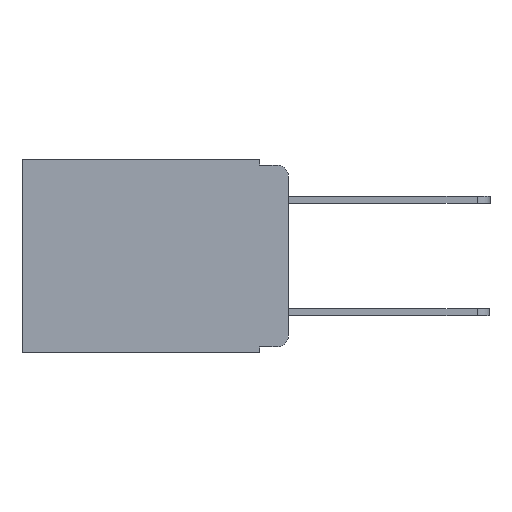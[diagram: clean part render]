
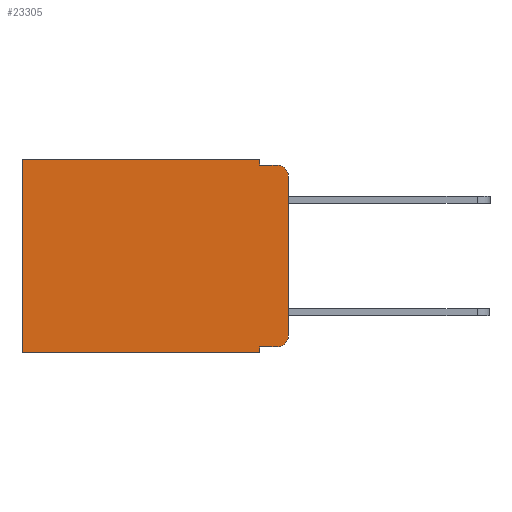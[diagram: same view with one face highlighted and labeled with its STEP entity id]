
A CAD part, left-side view. The second image highlights one B-rep face of the part: STEP entity #23305.
In plain terms, the highlighted planar face has unit normal (-1, 0, 0).
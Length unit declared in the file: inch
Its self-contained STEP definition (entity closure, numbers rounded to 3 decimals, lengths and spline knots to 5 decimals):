
#597 = CARTESIAN_POINT ( 'NONE',  ( 0.298, 0.051, 0. ) ) ;
#874 = CARTESIAN_POINT ( 'NONE',  ( 0.298, 0.02, -0.333 ) ) ;
#932 = VERTEX_POINT ( 'NONE', #2267 ) ;
#1023 = CARTESIAN_POINT ( 'NONE',  ( 0.298, 0.473, 0. ) ) ;
#1158 = ORIENTED_EDGE ( 'NONE', *, *, #5601, .F. ) ;
#1575 = EDGE_CURVE ( 'NONE', #4417, #4012, #15167, .T. ) ;
#1797 = CIRCLE ( 'NONE', #19392, 0.02 ) ;
#2042 = EDGE_CURVE ( 'NONE', #2151, #13538, #1797, .T. ) ;
#2137 = VECTOR ( 'NONE', #16256, 39.37008 ) ;
#2151 = VERTEX_POINT ( 'NONE', #13098 ) ;
#2267 = CARTESIAN_POINT ( 'NONE',  ( 0.298, 0.473, -0.343 ) ) ;
#2418 = ORIENTED_EDGE ( 'NONE', *, *, #2818, .F. ) ;
#2481 = CARTESIAN_POINT ( 'NONE',  ( 0.298, 0.051, -0.333 ) ) ;
#2585 = EDGE_LOOP ( 'NONE', ( #8257, #2843, #7824, #22811, #10914, #19518, #1158, #2418, #3585, #13311 ) ) ;
#2644 = LINE ( 'NONE', #8080, #21994 ) ;
#2684 = DIRECTION ( 'NONE',  ( 0., -1., 0. ) ) ;
#2818 = EDGE_CURVE ( 'NONE', #21513, #13586, #14830, .T. ) ;
#2843 = ORIENTED_EDGE ( 'NONE', *, *, #2042, .T. ) ;
#3585 = ORIENTED_EDGE ( 'NONE', *, *, #4126, .T. ) ;
#3758 = CIRCLE ( 'NONE', #8593, 0.02 ) ;
#4012 = VERTEX_POINT ( 'NONE', #1023 ) ;
#4126 = EDGE_CURVE ( 'NONE', #21513, #9128, #15391, .T. ) ;
#4417 = VERTEX_POINT ( 'NONE', #6904 ) ;
#5601 = EDGE_CURVE ( 'NONE', #13586, #932, #2644, .T. ) ;
#5641 = PLANE ( 'NONE',  #14595 ) ;
#6904 = CARTESIAN_POINT ( 'NONE',  ( 0.298, 0.051, 0. ) ) ;
#7020 = DIRECTION ( 'NONE',  ( 0., 0., -1. ) ) ;
#7633 = CARTESIAN_POINT ( 'NONE',  ( 0.298, 0., 0. ) ) ;
#7824 = ORIENTED_EDGE ( 'NONE', *, *, #23361, .F. ) ;
#7878 = CARTESIAN_POINT ( 'NONE',  ( 0.298, 0.051, -0.01 ) ) ;
#7998 = LINE ( 'NONE', #23487, #2137 ) ;
#8080 = CARTESIAN_POINT ( 'NONE',  ( 0.298, 0., -0.343 ) ) ;
#8257 = ORIENTED_EDGE ( 'NONE', *, *, #9171, .F. ) ;
#8349 = CARTESIAN_POINT ( 'NONE',  ( 0.298, 0.473, 0. ) ) ;
#8593 = AXIS2_PLACEMENT_3D ( 'NONE', #10256, #23030, #12058 ) ;
#9128 = VERTEX_POINT ( 'NONE', #874 ) ;
#9171 = EDGE_CURVE ( 'NONE', #2151, #9354, #7998, .T. ) ;
#9235 = CARTESIAN_POINT ( 'NONE',  ( 0.298, 0.02, -0.03 ) ) ;
#9354 = VERTEX_POINT ( 'NONE', #24326 ) ;
#9392 = LINE ( 'NONE', #11464, #13079 ) ;
#9548 = DIRECTION ( 'NONE',  ( 1., 0., 0. ) ) ;
#10256 = CARTESIAN_POINT ( 'NONE',  ( 0.298, 0.02, -0.313 ) ) ;
#10914 = ORIENTED_EDGE ( 'NONE', *, *, #1575, .T. ) ;
#11264 = VECTOR ( 'NONE', #19520, 39.37008 ) ;
#11464 = CARTESIAN_POINT ( 'NONE',  ( 0.298, 0.051, -0.01 ) ) ;
#12058 = DIRECTION ( 'NONE',  ( 0., 0., -1. ) ) ;
#12076 = CARTESIAN_POINT ( 'NONE',  ( 0.298, 0.051, 0. ) ) ;
#12535 = DIRECTION ( 'NONE',  ( 0., 1., 0. ) ) ;
#12622 = EDGE_CURVE ( 'NONE', #9128, #9354, #3758, .T. ) ;
#13079 = VECTOR ( 'NONE', #15109, 39.37008 ) ;
#13098 = CARTESIAN_POINT ( 'NONE',  ( 0.298, 0., -0.03 ) ) ;
#13311 = ORIENTED_EDGE ( 'NONE', *, *, #12622, .T. ) ;
#13538 = VERTEX_POINT ( 'NONE', #14633 ) ;
#13586 = VERTEX_POINT ( 'NONE', #20326 ) ;
#13590 = DIRECTION ( 'NONE',  ( -1., 0., 0. ) ) ;
#14592 = VECTOR ( 'NONE', #12535, 39.37008 ) ;
#14595 = AXIS2_PLACEMENT_3D ( 'NONE', #7633, #9548, #22352 ) ;
#14633 = CARTESIAN_POINT ( 'NONE',  ( 0.298, 0.02, -0.01 ) ) ;
#14830 = LINE ( 'NONE', #12076, #24005 ) ;
#15109 = DIRECTION ( 'NONE',  ( 0., -1., 0. ) ) ;
#15167 = LINE ( 'NONE', #21437, #14592 ) ;
#15388 = DIRECTION ( 'NONE',  ( 0., 1., 0. ) ) ;
#15391 = LINE ( 'NONE', #2481, #23990 ) ;
#15920 = EDGE_CURVE ( 'NONE', #4417, #23394, #21587, .T. ) ;
#16256 = DIRECTION ( 'NONE',  ( 0., 0., -1. ) ) ;
#18626 = VECTOR ( 'NONE', #21209, 39.37008 ) ;
#19373 = DIRECTION ( 'NONE',  ( 0., 0., -1. ) ) ;
#19392 = AXIS2_PLACEMENT_3D ( 'NONE', #9235, #13590, #7020 ) ;
#19518 = ORIENTED_EDGE ( 'NONE', *, *, #20891, .T. ) ;
#19520 = DIRECTION ( 'NONE',  ( 0., 0., -1. ) ) ;
#19744 = FACE_OUTER_BOUND ( 'NONE', #2585, .T. ) ;
#20326 = CARTESIAN_POINT ( 'NONE',  ( 0.298, 0.051, -0.343 ) ) ;
#20891 = EDGE_CURVE ( 'NONE', #4012, #932, #24027, .T. ) ;
#21209 = DIRECTION ( 'NONE',  ( 0., 0., -1. ) ) ;
#21437 = CARTESIAN_POINT ( 'NONE',  ( 0.298, 0., 0. ) ) ;
#21513 = VERTEX_POINT ( 'NONE', #23398 ) ;
#21587 = LINE ( 'NONE', #597, #11264 ) ;
#21994 = VECTOR ( 'NONE', #15388, 39.37008 ) ;
#22352 = DIRECTION ( 'NONE',  ( 0., 0., -1. ) ) ;
#22811 = ORIENTED_EDGE ( 'NONE', *, *, #15920, .F. ) ;
#23030 = DIRECTION ( 'NONE',  ( -1., 0., 0. ) ) ;
#23305 = ADVANCED_FACE ( 'NONE', ( #19744 ), #5641, .F. ) ;
#23361 = EDGE_CURVE ( 'NONE', #23394, #13538, #9392, .T. ) ;
#23394 = VERTEX_POINT ( 'NONE', #7878 ) ;
#23398 = CARTESIAN_POINT ( 'NONE',  ( 0.298, 0.051, -0.333 ) ) ;
#23487 = CARTESIAN_POINT ( 'NONE',  ( 0.298, 0., 0. ) ) ;
#23990 = VECTOR ( 'NONE', #2684, 39.37008 ) ;
#24005 = VECTOR ( 'NONE', #19373, 39.37008 ) ;
#24027 = LINE ( 'NONE', #8349, #18626 ) ;
#24326 = CARTESIAN_POINT ( 'NONE',  ( 0.298, 0., -0.313 ) ) ;
